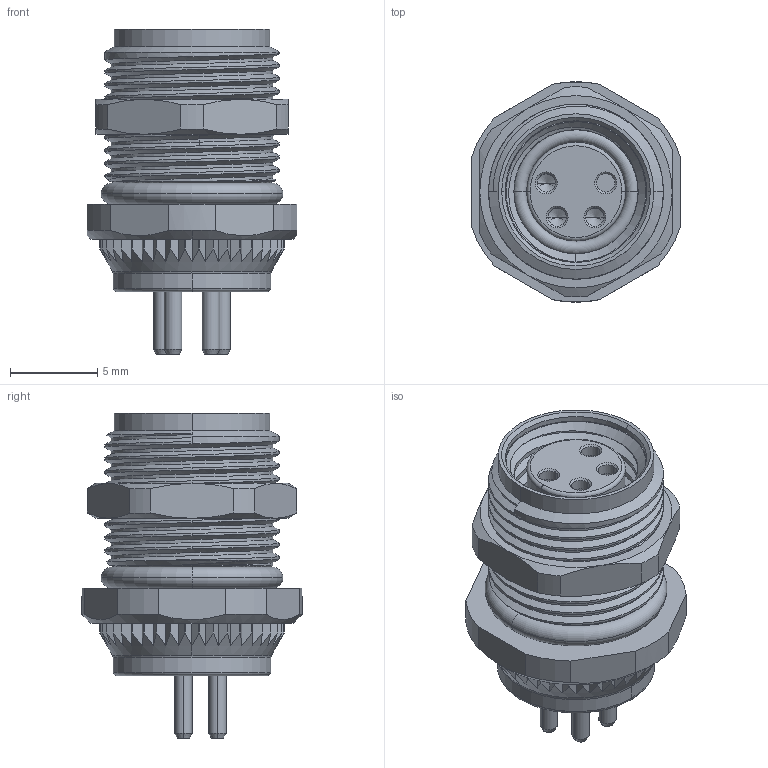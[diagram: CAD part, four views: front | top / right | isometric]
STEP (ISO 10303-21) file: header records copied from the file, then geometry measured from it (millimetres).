
FILE_DESCRIPTION((''),'2;1');
FILE_NAME('4P-K14444_4A','2025-09-08T',('gongcheng16'),(''),'PRO/ENGINEER BY PARAMETRIC TECHNOLOGY CORPORATION, 2010280','PRO/ENGINEER BY PARAMETRIC TECHNOLOGY CORPORATION, 2010280','');
FILE_SCHEMA(('CONFIG_CONTROL_DESIGN'));
Products named in the file (1): 4P-K14444_4A
Bounding box: 12 x 12.6 x 18.6 mm (x, y, z)
Volume: 253.2 mm3; surface area: 11799.6 mm2
Topology: 1 solids, 88 shells, 1967 faces, 6466 edges, 4441 vertices
Faces by surface type: plane 821, cylinder 619, cone 317, bspline 120, torus 90
Entity records: 117150 total; most frequent: CARTESIAN_POINT 63400, ORIENTED_EDGE 11094, DIRECTION 10498, EDGE_CURVE 6460, VERTEX_POINT 4441, AXIS2_PLACEMENT_3D 3909, VECTOR 2680, LINE 2680
